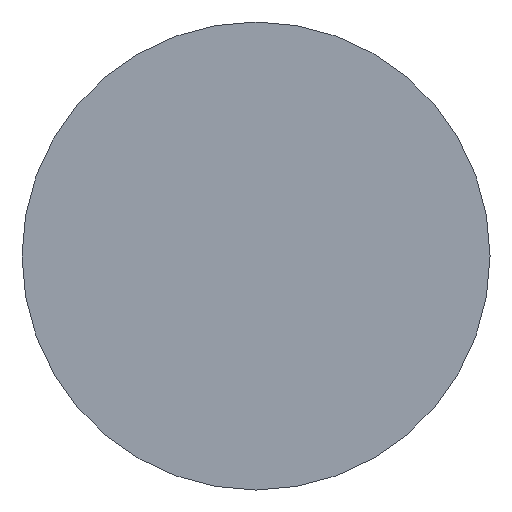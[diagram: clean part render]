
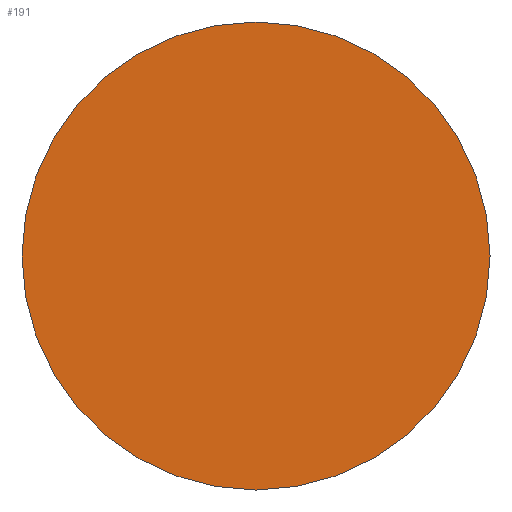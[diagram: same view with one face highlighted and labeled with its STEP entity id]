
A CAD part, front view. The second image highlights one B-rep face of the part: STEP entity #191.
In plain terms, the highlighted planar face has unit normal (0, -1, 0).
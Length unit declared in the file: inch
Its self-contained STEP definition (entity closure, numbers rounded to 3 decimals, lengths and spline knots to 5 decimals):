
#28=PLANE('',#234);
#43=FACE_OUTER_BOUND('',#64,.T.);
#64=EDGE_LOOP('',(#169));
#91=CIRCLE('',#231,0.55118);
#105=VERTEX_POINT('',#346);
#125=EDGE_CURVE('',#105,#105,#91,.T.);
#169=ORIENTED_EDGE('',*,*,#125,.T.);
#191=ADVANCED_FACE('',(#43),#28,.F.);
#231=AXIS2_PLACEMENT_3D('',#347,#293,#294);
#234=AXIS2_PLACEMENT_3D('',#352,#300,#301);
#293=DIRECTION('center_axis',(0.,-1.,0.));
#294=DIRECTION('ref_axis',(1.,0.,0.));
#300=DIRECTION('center_axis',(0.,1.,0.));
#301=DIRECTION('ref_axis',(1.,0.,0.));
#346=CARTESIAN_POINT('',(-0.55118,-1.12992,0.));
#347=CARTESIAN_POINT('Origin',(0.,-1.12992,0.));
#352=CARTESIAN_POINT('Origin',(0.,-1.12992,0.));
